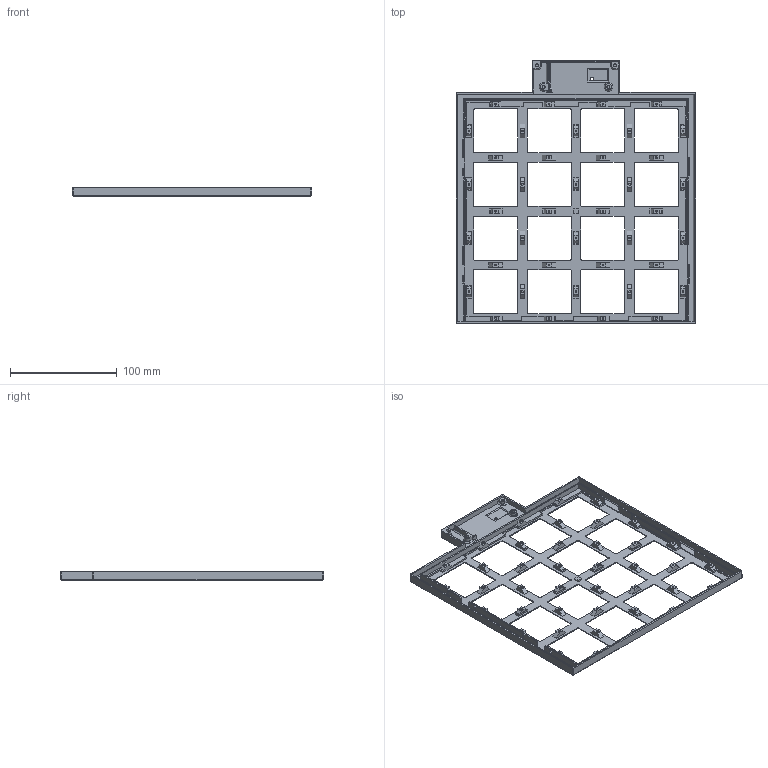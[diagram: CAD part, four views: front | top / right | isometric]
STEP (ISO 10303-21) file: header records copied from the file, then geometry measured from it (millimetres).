
FILE_DESCRIPTION(/* description */ ('STEP AP242','CAx-IF Rec.Pracs.---Representation and Presentation of Product Manufacturing Information (PMI)---4.0---2014-10-13','CAx-IF Rec.Pracs.---3D Tessellated Geometry---0.4---2014-09-14','2;1'),/* implementation_level */ '2;1');
FILE_NAME(/* name */ '674fb93aa6792c1a584a9e9f',/* time_stamp */ '2024-12-04T02:06:51Z',/* author */ (''),/* organization */ (''),/* preprocessor_version */ 'ST-DEVELOPER v20',/* originating_system */ 'ONSHAPE BY PTC INC, 1.190',/* authorisation */ ' ');
FILE_SCHEMA (('AP242_MANAGED_MODEL_BASED_3D_ENGINEERING_MIM_LF { 1 0 10303 442 1 1 4 }'));
Length unit declared in the file: metre
Products named in the file (1): Frame
Bounding box: 224 x 246 x 8.2 mm (x, y, z)
Volume: 61556.9 mm3; surface area: 75205 mm2
Topology: 1 solids, 1 shells, 878 faces, 2195 edges, 1408 vertices
Faces by surface type: plane 684, cylinder 119, cone 75
Full cylindrical faces by diameter (mm): 1.6 x40, 2.7 x4, 3 x1, 6 x1
Entity records: 25554 total; most frequent: CARTESIAN_POINT 4434, ORIENTED_EDGE 4294, DIRECTION 4218, EDGE_CURVE 2147, LINE 1834, VECTOR 1834, VERTEX_POINT 1408, AXIS2_PLACEMENT_3D 1192
